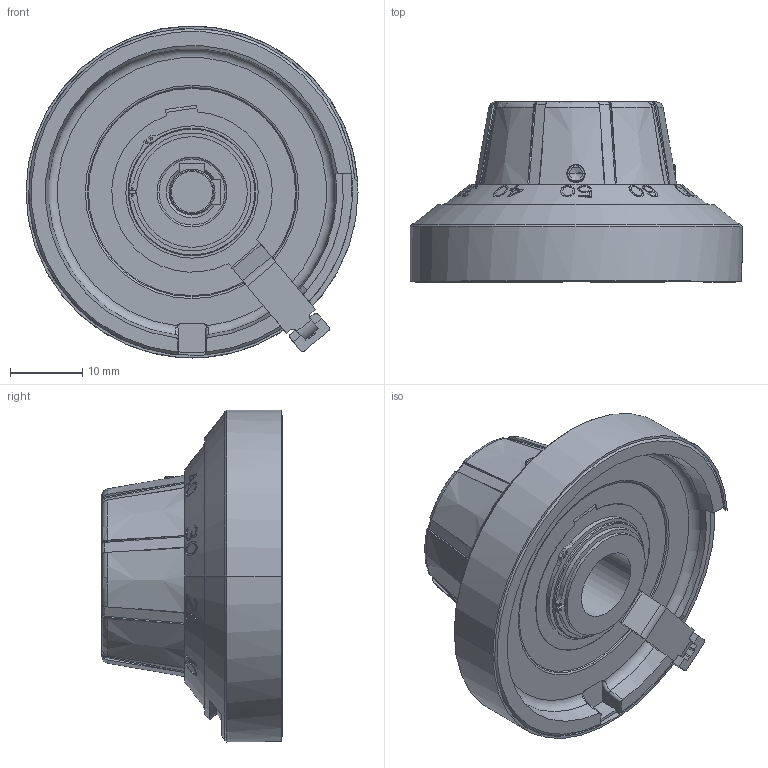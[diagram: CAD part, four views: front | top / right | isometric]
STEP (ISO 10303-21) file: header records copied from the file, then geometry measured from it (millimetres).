
FILE_DESCRIPTION((''),'2;1');
FILE_NAME('77_ASM','2015-11-12T',('bmozley'),(''),'CREO PARAMETRIC BY PTC INC, 2015290','CREO PARAMETRIC BY PTC INC, 2015290','');
FILE_SCHEMA(('CONFIG_CONTROL_DESIGN'));
Length unit declared in the file: inch
Products named in the file (2): MSBR-1; 77_ASM
Assembly tree (1 placements, depth 2):
  77_ASM
    MSBR-1
Bounding box: 45.97 x 24.98 x 45.97 mm (x, y, z)
Volume: 20151.9 mm3; surface area: 8720.2 mm2
Topology: 1 solids, 1 shells, 1296 faces, 3614 edges, 2367 vertices
Faces by surface type: plane 1044, cylinder 119, cone 77, bspline 37, torus 17, sphere 2
Entity records: 46717 total; most frequent: CARTESIAN_POINT 15557, ORIENTED_EDGE 7208, DIRECTION 5289, EDGE_CURVE 3604, VERTEX_POINT 2367, VECTOR 2157, LINE 2157, AXIS2_PLACEMENT_3D 1566
